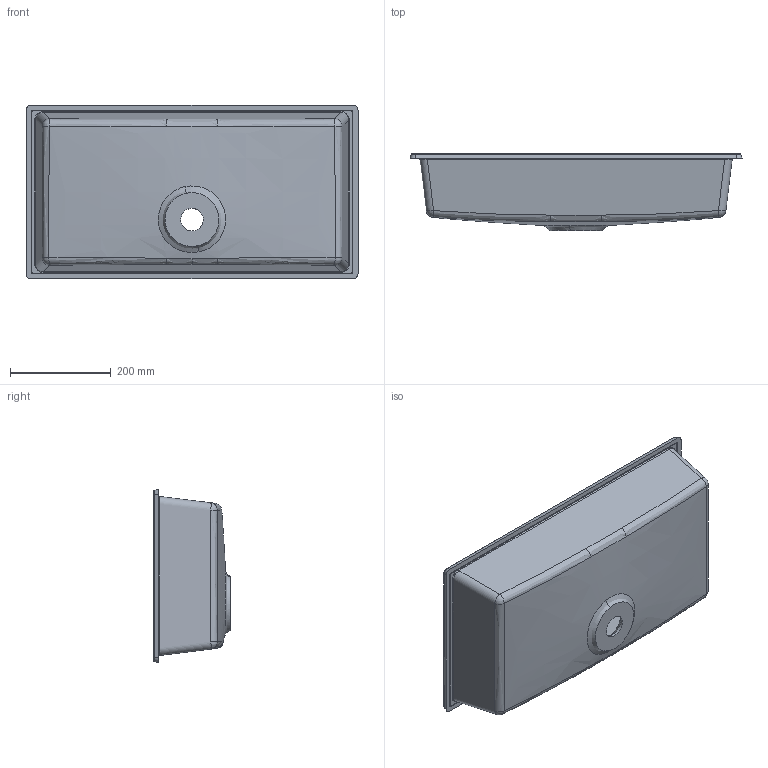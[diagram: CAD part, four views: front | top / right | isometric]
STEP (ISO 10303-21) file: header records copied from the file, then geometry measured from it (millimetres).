
FILE_DESCRIPTION (( 'STEP AP214' ), '1' );
FILE_NAME ('Lester 605.STEP', '2019-07-29T09:40:56', ( '' ), ( '' ), 'SwSTEP 2.0', 'SolidWorks 2018', '' );
FILE_SCHEMA (( 'AUTOMOTIVE_DESIGN' ));
Length unit declared in the file: millimetre
Products named in the file (2): Lester 605
Bounding box: 660.36 x 153 x 345.36 mm (x, y, z)
Volume: 4260436.3 mm3; surface area: 836797.7 mm2
Topology: 1 solids, 1 shells, 106 faces, 248 edges, 148 vertices
Faces by surface type: bspline 48, cylinder 30, plane 16, sphere 10, cone 2
Entity records: 9646 total; most frequent: CARTESIAN_POINT 7553, ORIENTED_EDGE 496, DIRECTION 352, EDGE_CURVE 248, VERTEX_POINT 148, AXIS2_PLACEMENT_3D 144, EDGE_LOOP 112, ADVANCED_FACE 106
